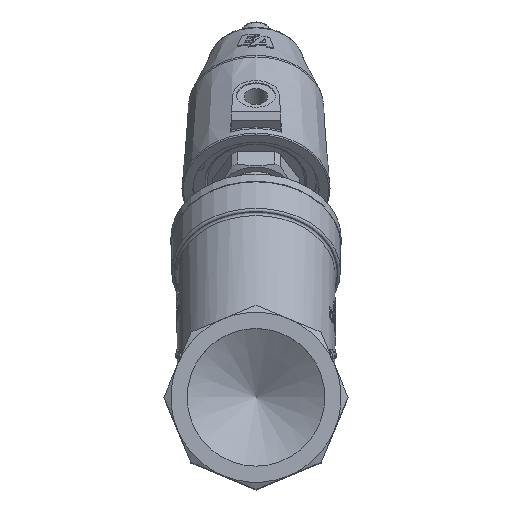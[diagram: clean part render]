
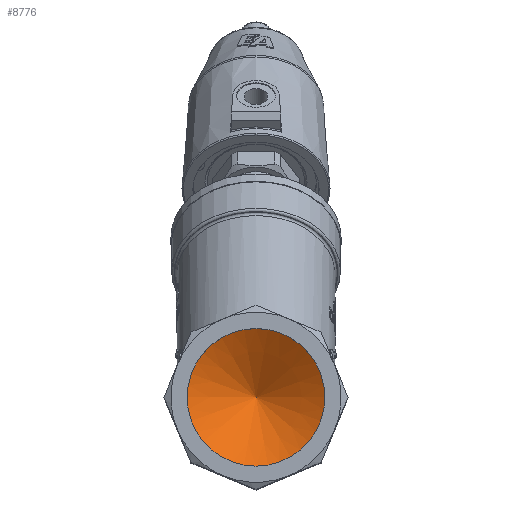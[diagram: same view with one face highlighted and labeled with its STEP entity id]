
A CAD part, top view. The second image highlights one B-rep face of the part: STEP entity #8776.
In plain terms, the highlighted conical face has half-angle 59 degrees and reference radius 14.164 mm.
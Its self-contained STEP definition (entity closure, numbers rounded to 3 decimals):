
#162=CONICAL_SURFACE('',#9600,14.164,1.03);
#669=CIRCLE('',#9601,28.328);
#670=CIRCLE('',#9602,28.328);
#1194=LINE('',#16077,#1617);
#1617=VECTOR('',#10863,14.164);
#2313=FACE_OUTER_BOUND('',#2857,.T.);
#2857=EDGE_LOOP('',(#6422,#6423,#6424,#6425));
#3794=VERTEX_POINT('',#16073);
#3795=VERTEX_POINT('',#16074);
#3796=VERTEX_POINT('',#16076);
#4806=EDGE_CURVE('',#3794,#3795,#669,.T.);
#4807=EDGE_CURVE('',#3795,#3796,#1194,.T.);
#4808=EDGE_CURVE('',#3795,#3794,#670,.T.);
#6422=ORIENTED_EDGE('',*,*,#4806,.T.);
#6423=ORIENTED_EDGE('',*,*,#4807,.T.);
#6424=ORIENTED_EDGE('',*,*,#4807,.F.);
#6425=ORIENTED_EDGE('',*,*,#4808,.T.);
#8776=ADVANCED_FACE('',(#2313),#162,.F.);
#9600=AXIS2_PLACEMENT_3D('',#16072,#10859,#10860);
#9601=AXIS2_PLACEMENT_3D('',#16075,#10861,#10862);
#9602=AXIS2_PLACEMENT_3D('',#16078,#10864,#10865);
#10859=DIRECTION('center_axis',(0.,0.,1.));
#10860=DIRECTION('ref_axis',(1.,0.,0.));
#10861=DIRECTION('center_axis',(0.,0.,1.));
#10862=DIRECTION('ref_axis',(1.,0.,0.));
#10863=DIRECTION('',(0.857,0.,-0.515));
#10864=DIRECTION('center_axis',(0.,0.,1.));
#10865=DIRECTION('ref_axis',(1.,0.,0.));
#16072=CARTESIAN_POINT('Origin',(0.,0.,-7.511));
#16073=CARTESIAN_POINT('',(28.328,0.,1.));
#16074=CARTESIAN_POINT('',(-28.328,0.,1.));
#16075=CARTESIAN_POINT('Origin',(0.,0.,1.));
#16076=CARTESIAN_POINT('',(0.,0.,-16.021));
#16077=CARTESIAN_POINT('',(-14.164,0.,-7.511));
#16078=CARTESIAN_POINT('Origin',(0.,0.,1.));
